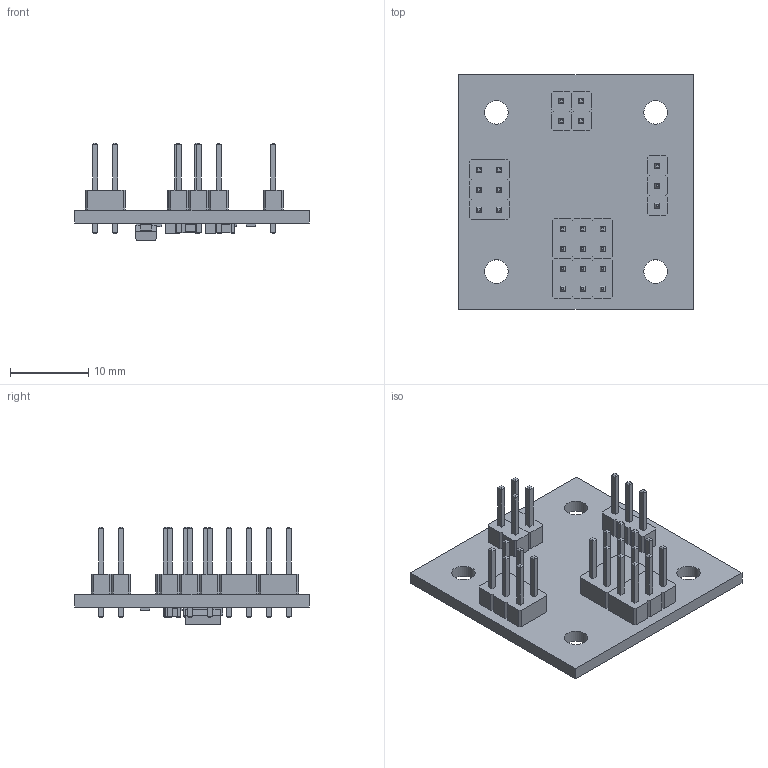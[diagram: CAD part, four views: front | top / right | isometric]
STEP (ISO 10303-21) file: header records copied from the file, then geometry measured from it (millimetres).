
FILE_DESCRIPTION(('KiCad electronic assembly'),'2;1');
FILE_NAME('STEPBUBODC01.step','2023-09-20T21:08:56',('Pcbnew'),('Kicad') ,'Open CASCADE STEP processor 7.6','KiCad to STEP converter','Unknown' );
FILE_SCHEMA(('AUTOMOTIVE_DESIGN { 1 0 10303 214 1 1 1 1 }'));
Length unit declared in the file: millimetre
Products named in the file (16): STEPBUBODC01 1; PinHeader_1x03_P2.54mm_Vertical; SOLID; PinHeader_2x03_P2.54mm_Vertical; PinHeader_1x02_P2.54mm_Vertical; R_0805_2012Metric; C_0805_2012Metric; D_SMA; L_1008_2520Metric; tmp_lg4s0g3 PCB
Assembly tree (24 placements, depth 3):
  STEPBUBODC01 1
    PinHeader_1x03_P2.54mm_Vertical
      SOLID
    PinHeader_2x03_P2.54mm_Vertical  x3
      SOLID
    PinHeader_1x02_P2.54mm_Vertical  x2
      SOLID
    R_0805_2012Metric  x5
      SOLID
    C_0805_2012Metric  x3
      SOLID
    D_SMA
      SOLID
    L_1008_2520Metric
      SOLID
    tmp_lg4s0g3 PCB
Bounding box: 29.97 x 29.97 x 12.46 mm (x, y, z)
Volume: 1901.3 mm3; surface area: 3443.4 mm2
Topology: 17 solids, 17 shells, 888 faces, 2157 edges, 1362 vertices
Faces by surface type: plane 757, cylinder 121, bspline 10
Full cylindrical faces by diameter (mm): 1 x25, 3 x4
Entity records: 28568 total; most frequent: CARTESIAN_POINT 4780, DIRECTION 3913, LINE 2755, VECTOR 2755, ORIENTED_EDGE 2038, PCURVE 2038, DEFINITIONAL_REPRESENTATION 2038, EDGE_CURVE 1019
